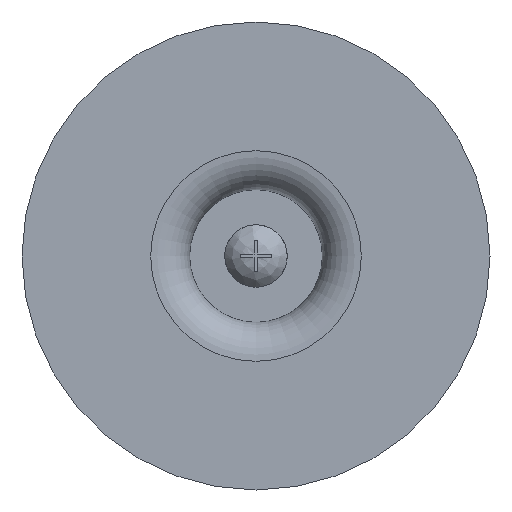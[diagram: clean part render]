
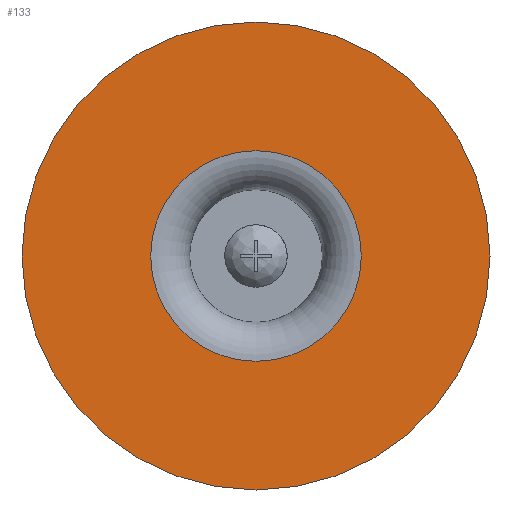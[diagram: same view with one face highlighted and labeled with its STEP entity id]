
A CAD part, front view. The second image highlights one B-rep face of the part: STEP entity #133.
In plain terms, the highlighted planar face has unit normal (0, -1, 0).
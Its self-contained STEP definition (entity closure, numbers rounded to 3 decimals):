
#133 = ADVANCED_FACE( '', ( #280, #281 ), #282, .F. );
#280 = FACE_BOUND( '', #469, .T. );
#281 = FACE_OUTER_BOUND( '', #470, .T. );
#282 = PLANE( '', #471 );
#469 = EDGE_LOOP( '', ( #777 ) );
#470 = EDGE_LOOP( '', ( #778 ) );
#471 = AXIS2_PLACEMENT_3D( '', #779, #780, #781 );
#777 = ORIENTED_EDGE( '', *, *, #968, .F. );
#778 = ORIENTED_EDGE( '', *, *, #907, .T. );
#779 = CARTESIAN_POINT( '', ( 30., 0., 0. ) );
#780 = DIRECTION( '', ( 0., 1., 0. ) );
#781 = DIRECTION( '', ( 0., 0., 1. ) );
#907 = EDGE_CURVE( '', #1069, #1069, #1070, .T. );
#968 = EDGE_CURVE( '', #1155, #1155, #1156, .T. );
#1069 = VERTEX_POINT( '', #1318 );
#1070 = CIRCLE( '', #1319, 30. );
#1155 = VERTEX_POINT( '', #1489 );
#1156 = CIRCLE( '', #1490, 13.5 );
#1318 = CARTESIAN_POINT( '', ( 0., 0., -30. ) );
#1319 = AXIS2_PLACEMENT_3D( '', #1624, #1625, #1626 );
#1489 = CARTESIAN_POINT( '', ( 0., 0., -13.5 ) );
#1490 = AXIS2_PLACEMENT_3D( '', #1673, #1674, #1675 );
#1624 = CARTESIAN_POINT( '', ( 0., 0., 0. ) );
#1625 = DIRECTION( '', ( 0., -1., 0. ) );
#1626 = DIRECTION( '', ( 0., 0., -1. ) );
#1673 = CARTESIAN_POINT( '', ( 0., 0., 0. ) );
#1674 = DIRECTION( '', ( 0., -1., 0. ) );
#1675 = DIRECTION( '', ( 0., 0., -1. ) );
